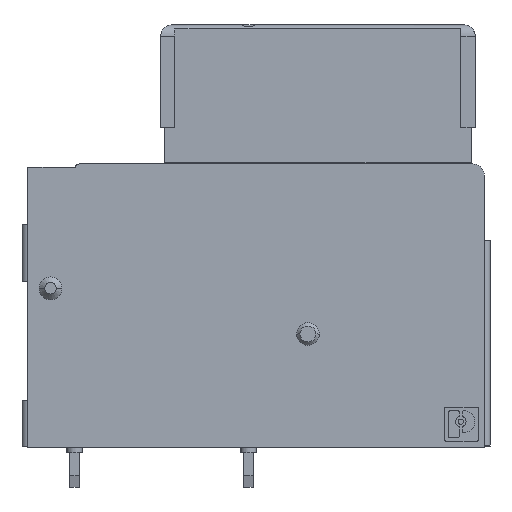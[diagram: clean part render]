
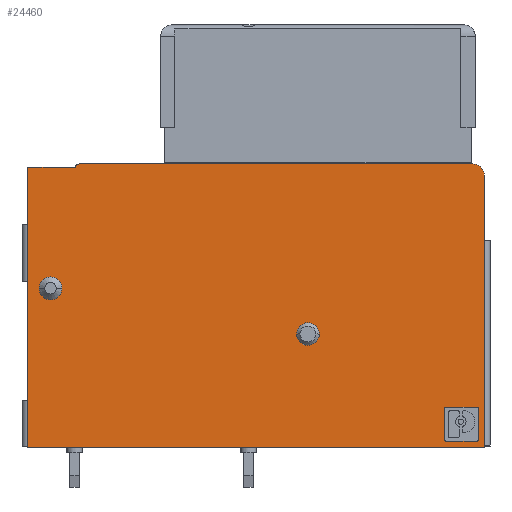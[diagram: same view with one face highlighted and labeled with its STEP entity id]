
A CAD part, top view. The second image highlights one B-rep face of the part: STEP entity #24460.
In plain terms, the highlighted planar face has unit normal (0, 0, 1).
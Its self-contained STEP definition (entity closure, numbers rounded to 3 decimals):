
#200=CARTESIAN_POINT('',(443.1,134.9,
   5.08));
#210=VERTEX_POINT('',#200);
#240=CARTESIAN_POINT('',(443.1,0.,
   5.08));
#250=DIRECTION('',(0.,1.,
   0.));
#260=VECTOR('',#250,1.);
#270=LINE('',#240,#260);
#280=CARTESIAN_POINT('',(443.1,110.4,
   5.08));
#290=VERTEX_POINT('',#280);
#300=EDGE_CURVE('',#290,#210,#270,.T.);
#4410=CARTESIAN_POINT('',(447.3,134.9,
   5.08));
#4420=VERTEX_POINT('',#4410);
#4450=CARTESIAN_POINT('',(0.,134.9,
   5.08));
#4460=DIRECTION('',(1.,0.,
   0.));
#4470=VECTOR('',#4460,1.);
#4480=LINE('',#4450,#4470);
#4490=EDGE_CURVE('',#210,#4420,#4480,.T.);
#9330=CARTESIAN_POINT('',(0.,110.4,
   5.08));
#9340=DIRECTION('',(1.,0.,
   0.));
#9350=VECTOR('',#9340,1.);
#9360=LINE('',#9330,#9350);
#9370=CARTESIAN_POINT('',(483.1,110.4,
   5.08));
#9380=VERTEX_POINT('',#9370);
#9390=EDGE_CURVE('',#290,#9380,#9360,.T.);
#12820=CARTESIAN_POINT('',(482.1,134.2
   ,5.08));
#12830=DIRECTION('',(0.,0.,
   1.));
#12840=DIRECTION('',(1.,0.,
   0.));
#12850=AXIS2_PLACEMENT_3D('',#12820,#12830,#12840);
#12860=CIRCLE('',#12850,1.);
#12870=CARTESIAN_POINT('',(483.1,134.2
   ,5.08));
#12880=VERTEX_POINT('',#12870);
#12890=CARTESIAN_POINT('',(482.1,135.2
   ,5.08));
#12900=VERTEX_POINT('',#12890);
#12910=EDGE_CURVE('',#12880,#12900,#12860,.T.);
#23140=CARTESIAN_POINT('',(0.,0.
   ,5.08));
#23150=DIRECTION('',(0.,0.,
   1.));
#23160=DIRECTION('',(1.,0.,
   0.));
#23170=AXIS2_PLACEMENT_3D('',#23140,#23150,#23160);
#23180=PLANE('',#23170);
#23190=ORIENTED_EDGE('',*,*,#12910,.T.);
#23200=CARTESIAN_POINT('',(483.1,0.
   ,5.08));
#23210=DIRECTION('',(0.,-1.,
   0.));
#23220=VECTOR('',#23210,1.);
#23230=LINE('',#23200,#23220);
#23240=EDGE_CURVE('',#12880,#9380,#23230,.T.);
#23250=ORIENTED_EDGE('',*,*,#23240,.F.);
#23260=ORIENTED_EDGE('',*,*,#9390,.T.);
#23270=ORIENTED_EDGE('',*,*,#300,.F.);
#23280=ORIENTED_EDGE('',*,*,#4490,.F.);
#23290=CARTESIAN_POINT('',(447.6,134.9
   ,5.08));
#23300=DIRECTION('',(0.,0.,
   1.));
#23310=DIRECTION('',(1.,0.,
   0.));
#23320=AXIS2_PLACEMENT_3D('',#23290,#23300,#23310);
#23330=CIRCLE('',#23320,0.3);
#23340=CARTESIAN_POINT('',(447.6,135.2
   ,5.08));
#23350=VERTEX_POINT('',#23340);
#23360=EDGE_CURVE('',#23350,#4420,#23330,.T.);
#23370=ORIENTED_EDGE('',*,*,#23360,.T.);
#23380=CARTESIAN_POINT('',(0.,135.2
   ,5.08));
#23390=DIRECTION('',(-1.,0.,
   0.));
#23400=VECTOR('',#23390,1.);
#23410=LINE('',#23380,#23400);
#23420=EDGE_CURVE('',#12900,#23350,#23410,.T.);
#23430=ORIENTED_EDGE('',*,*,#23420,.T.);
#23440=EDGE_LOOP('',(#23430,#23370,#23280,#23270,#23260,#23250,#23190));
#23450=FACE_OUTER_BOUND('',#23440,.T.);
#23460=CARTESIAN_POINT('',(0.,110.9
   ,5.08));
#23470=DIRECTION('',(1.,0.,
   0.));
#23480=VECTOR('',#23470,1.);
#23490=LINE('',#23460,#23480);
#23500=CARTESIAN_POINT('',(479.811,110.9
   ,5.08));
#23510=VERTEX_POINT('',#23500);
#23520=CARTESIAN_POINT('',(482.389,110.9
   ,5.08));
#23530=VERTEX_POINT('',#23520);
#23540=EDGE_CURVE('',#23510,#23530,#23490,.T.);
#23550=ORIENTED_EDGE('',*,*,#23540,.F.);
#23560=CARTESIAN_POINT('',(482.389,111.111
   ,5.08));
#23570=DIRECTION('',(0.,0.,
   1.));
#23580=DIRECTION('',(1.,0.,
   0.));
#23590=AXIS2_PLACEMENT_3D('',#23560,#23570,#23580);
#23600=CIRCLE('',#23590,0.211);
#23610=CARTESIAN_POINT('',(482.6,111.111
   ,5.08));
#23620=VERTEX_POINT('',#23610);
#23630=EDGE_CURVE('',#23530,#23620,#23600,.T.);
#23640=ORIENTED_EDGE('',*,*,#23630,.F.);
#23650=CARTESIAN_POINT('',(482.6,0.
   ,5.08));
#23660=DIRECTION('',(0.,1.,
   0.));
#23670=VECTOR('',#23660,1.);
#23680=LINE('',#23650,#23670);
#23690=CARTESIAN_POINT('',(482.6,113.689
   ,5.08));
#23700=VERTEX_POINT('',#23690);
#23710=EDGE_CURVE('',#23620,#23700,#23680,.T.);
#23720=ORIENTED_EDGE('',*,*,#23710,.F.);
#23730=CARTESIAN_POINT('',(482.389,113.689
   ,5.08));
#23740=DIRECTION('',(0.,0.,
   1.));
#23750=DIRECTION('',(1.,0.,
   0.));
#23760=AXIS2_PLACEMENT_3D('',#23730,#23740,#23750);
#23770=CIRCLE('',#23760,0.211);
#23780=CARTESIAN_POINT('',(482.389,113.9
   ,5.08));
#23790=VERTEX_POINT('',#23780);
#23800=EDGE_CURVE('',#23700,#23790,#23770,.T.);
#23810=ORIENTED_EDGE('',*,*,#23800,.F.);
#23820=CARTESIAN_POINT('',(0.,113.9
   ,5.08));
#23830=DIRECTION('',(-1.,0.,
   0.));
#23840=VECTOR('',#23830,1.);
#23850=LINE('',#23820,#23840);
#23860=CARTESIAN_POINT('',(479.811,113.9
   ,5.08));
#23870=VERTEX_POINT('',#23860);
#23880=EDGE_CURVE('',#23790,#23870,#23850,.T.);
#23890=ORIENTED_EDGE('',*,*,#23880,.F.);
#23900=CARTESIAN_POINT('',(479.811,113.689
   ,5.08));
#23910=DIRECTION('',(0.,0.,
   1.));
#23920=DIRECTION('',(1.,0.,
   0.));
#23930=AXIS2_PLACEMENT_3D('',#23900,#23910,#23920);
#23940=CIRCLE('',#23930,0.211);
#23950=CARTESIAN_POINT('',(479.6,113.689
   ,5.08));
#23960=VERTEX_POINT('',#23950);
#23970=EDGE_CURVE('',#23870,#23960,#23940,.T.);
#23980=ORIENTED_EDGE('',*,*,#23970,.F.);
#23990=CARTESIAN_POINT('',(479.6,0.
   ,5.08));
#24000=DIRECTION('',(0.,-1.,
   0.));
#24010=VECTOR('',#24000,1.);
#24020=LINE('',#23990,#24010);
#24030=CARTESIAN_POINT('',(479.6,111.111
   ,5.08));
#24040=VERTEX_POINT('',#24030);
#24050=EDGE_CURVE('',#23960,#24040,#24020,.T.);
#24060=ORIENTED_EDGE('',*,*,#24050,.F.);
#24070=CARTESIAN_POINT('',(479.811,111.111
   ,5.08));
#24080=DIRECTION('',(0.,0.,
   1.));
#24090=DIRECTION('',(1.,0.,
   0.));
#24100=AXIS2_PLACEMENT_3D('',#24070,#24080,#24090);
#24110=CIRCLE('',#24100,0.211);
#24120=EDGE_CURVE('',#24040,#23510,#24110,.T.);
#24130=ORIENTED_EDGE('',*,*,#24120,.F.);
#24140=EDGE_LOOP('',(#24130,#24060,#23980,#23890,#23810,#23720,#23640,
   #23550));
#24150=FACE_BOUND('',#24140,.T.);
#24160=CARTESIAN_POINT('',(467.65,120.3
   ,5.08));
#24170=DIRECTION('',(0.,0.,
   1.));
#24180=DIRECTION('',(1.,0.,
   0.));
#24190=AXIS2_PLACEMENT_3D('',#24160,#24170,#24180);
#24200=CIRCLE('',#24190,1.);
#24210=CARTESIAN_POINT('',(468.65,120.3
   ,5.08));
#24220=VERTEX_POINT('',#24210);
#24230=CARTESIAN_POINT('',(466.65,120.3
   ,5.08));
#24240=VERTEX_POINT('',#24230);
#24250=EDGE_CURVE('',#24220,#24240,#24200,.T.);
#24260=ORIENTED_EDGE('',*,*,#24250,.F.);
#24270=EDGE_CURVE('',#24240,#24220,#24200,.T.);
#24280=ORIENTED_EDGE('',*,*,#24270,.F.);
#24290=EDGE_LOOP('',(#24280,#24260));
#24300=FACE_BOUND('',#24290,.T.);
#24310=CARTESIAN_POINT('',(445.1,124.3
   ,5.08));
#24320=DIRECTION('',(0.,0.,
   1.));
#24330=DIRECTION('',(1.,0.,
   0.));
#24340=AXIS2_PLACEMENT_3D('',#24310,#24320,#24330);
#24350=CIRCLE('',#24340,1.);
#24360=CARTESIAN_POINT('',(446.1,124.3
   ,5.08));
#24370=VERTEX_POINT('',#24360);
#24380=CARTESIAN_POINT('',(444.1,124.3
   ,5.08));
#24390=VERTEX_POINT('',#24380);
#24400=EDGE_CURVE('',#24370,#24390,#24350,.T.);
#24410=ORIENTED_EDGE('',*,*,#24400,.F.);
#24420=EDGE_CURVE('',#24390,#24370,#24350,.T.);
#24430=ORIENTED_EDGE('',*,*,#24420,.F.);
#24440=EDGE_LOOP('',(#24430,#24410));
#24450=FACE_BOUND('',#24440,.T.);
#24460=ADVANCED_FACE('',(#23450,#24150,#24300,#24450),#23180,.T.);
